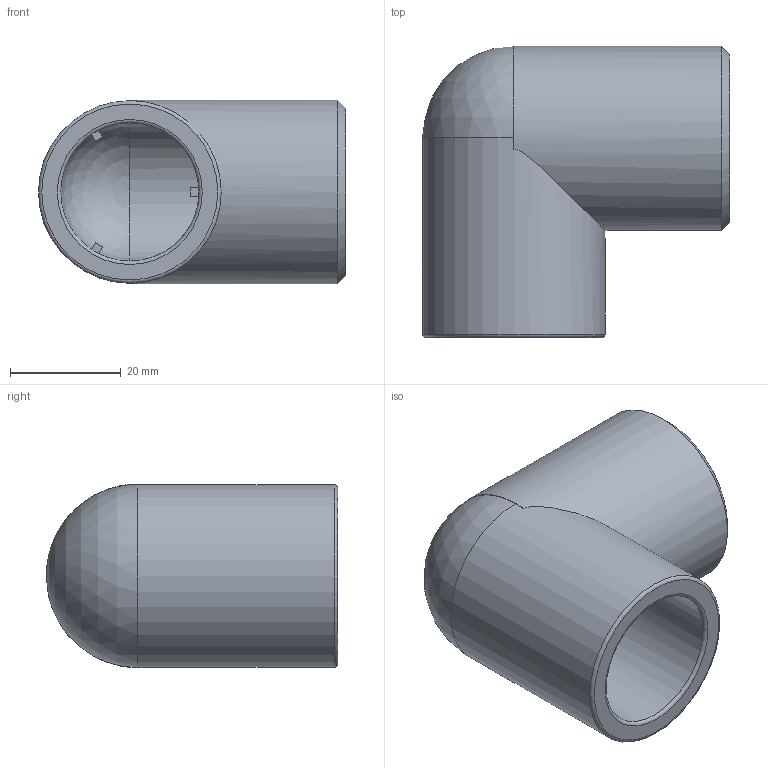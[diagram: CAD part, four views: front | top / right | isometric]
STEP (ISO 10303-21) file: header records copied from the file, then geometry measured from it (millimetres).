
FILE_DESCRIPTION( ( 'STEP AP214' ), ' ' );
FILE_NAME( '2.29.020.stp', '2015-08-06T10:38:05', ( '' ), ( '' ), ' ', 'PARTsolutions', ' ' );
FILE_SCHEMA( ( 'AUTOMOTIVE_DESIGN { 1 0 10303 214 1 1 1 1 }' ) );
Length unit declared in the file: millimetre
Products named in the file (1): _2.29.020
Bounding box: 55.5 x 52.62 x 33.25 mm (x, y, z)
Volume: 26591.1 mm3; surface area: 13999.2 mm2
Topology: 1 solids, 1 shells, 29 faces, 69 edges, 42 vertices
Faces by surface type: plane 19, cylinder 4, torus 3, sphere 2, cone 1
Full cylindrical faces by diameter (mm): 25 x1, 25.249 x1, 33 x1, 33.249 x1
Entity records: 1142 total; most frequent: CARTESIAN_POINT 262, DIRECTION 136, ORIENTED_EDGE 114, EDGE_CURVE 57, AXIS2_PLACEMENT_3D 52, EDGE_LOOP 41, VERTEX_POINT 40, FACE_OUTER_BOUND 36
